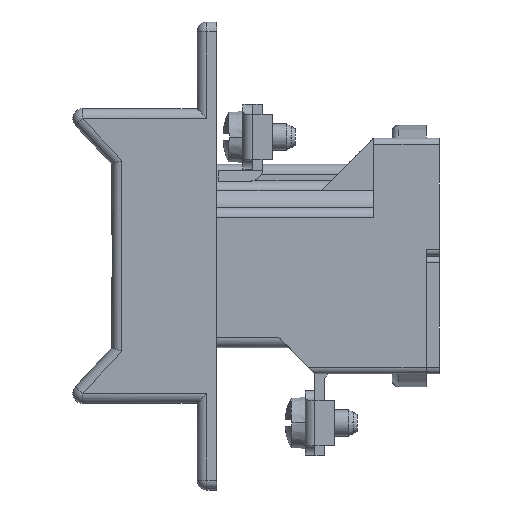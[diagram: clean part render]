
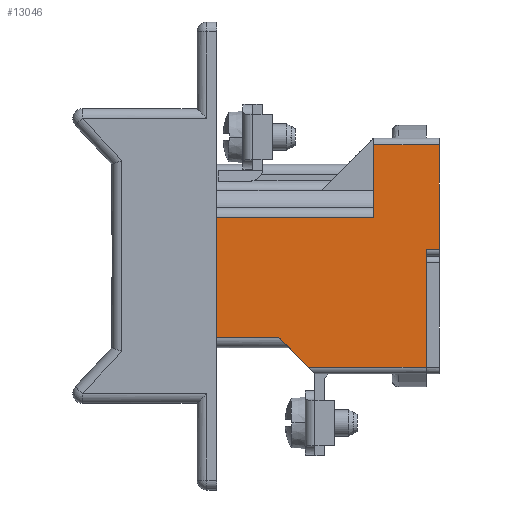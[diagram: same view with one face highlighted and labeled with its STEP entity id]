
A CAD part, left-side view. The second image highlights one B-rep face of the part: STEP entity #13046.
In plain terms, the highlighted planar face has unit normal (-1, 0, 0).
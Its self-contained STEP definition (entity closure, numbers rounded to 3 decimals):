
#10020=CARTESIAN_POINT('',(-40.4,20.,-17.));
#10022=DIRECTION('',(0.,-1.,0.));
#10023=VECTOR('',#10022,18.);
#10024=CARTESIAN_POINT('',(-40.4,20.,-17.));
#10025=LINE('',#10024,#10023);
#10034=DIRECTION('',(0.,-1.,0.));
#10035=VECTOR('',#10034,9.5);
#10036=CARTESIAN_POINT('',(-40.4,34.,-12.5));
#10037=LINE('',#10036,#10035);
#10038=CARTESIAN_POINT('',(-40.4,24.5,-12.5));
#10047=DIRECTION('',(0.,0.707,0.707));
#10048=VECTOR('',#10047,6.364);
#10049=CARTESIAN_POINT('',(-40.4,20.,-17.));
#10050=LINE('',#10049,#10048);
#10051=DIRECTION('',(0.,0.,1.));
#10052=VECTOR('',#10051,18.36);
#10053=CARTESIAN_POINT('',(-40.4,34.,-12.5));
#10054=LINE('',#10053,#10052);
#10059=DIRECTION('',(0.,-1.,0.));
#10060=VECTOR('',#10059,2.);
#10061=CARTESIAN_POINT('',(-40.4,2.,1.));
#10062=LINE('',#10061,#10060);
#10082=DIRECTION('',(0.,0.,1.));
#10083=VECTOR('',#10082,16.);
#10084=CARTESIAN_POINT('',(-40.4,0.,1.));
#10085=LINE('',#10084,#10083);
#10146=DIRECTION('',(0.,0.,1.));
#10147=VECTOR('',#10146,18.);
#10148=CARTESIAN_POINT('',(-40.4,2.,-17.));
#10149=LINE('',#10148,#10147);
#10787=DIRECTION('',(0.,0.,-1.));
#10788=VECTOR('',#10787,11.14);
#10789=CARTESIAN_POINT('',(-40.4,10.,17.));
#10790=LINE('',#10789,#10788);
#10820=DIRECTION('',(0.,1.,0.));
#10821=VECTOR('',#10820,24.);
#10822=CARTESIAN_POINT('',(-40.4,10.,5.86));
#10823=LINE('',#10822,#10821);
#10832=DIRECTION('',(0.,1.,0.));
#10833=VECTOR('',#10832,10.);
#10834=CARTESIAN_POINT('',(-40.4,0.,17.));
#10835=LINE('',#10834,#10833);
#11432=CARTESIAN_POINT('',(-40.4,2.,-17.));
#11433=VERTEX_POINT('',#11432);
#11434=CARTESIAN_POINT('',(-40.4,2.,1.));
#11435=VERTEX_POINT('',#11434);
#11581=CARTESIAN_POINT('',(-40.4,34.,5.86));
#11582=VERTEX_POINT('',#11581);
#11583=CARTESIAN_POINT('',(-40.4,34.,-12.5));
#11584=VERTEX_POINT('',#11583);
#11779=VERTEX_POINT('',#10020);
#11784=VERTEX_POINT('',#10038);
#11788=CARTESIAN_POINT('',(-40.4,0.,1.));
#11789=VERTEX_POINT('',#11788);
#11790=CARTESIAN_POINT('',(-40.4,10.,5.86));
#11791=VERTEX_POINT('',#11790);
#11792=CARTESIAN_POINT('',(-40.4,10.,17.));
#11793=VERTEX_POINT('',#11792);
#11794=CARTESIAN_POINT('',(-40.4,0.,17.));
#11795=VERTEX_POINT('',#11794);
#13023=CARTESIAN_POINT('',(-40.4,0.,-18.));
#13024=DIRECTION('',(-1.,0.,0.));
#13025=DIRECTION('',(0.,0.,1.));
#13026=AXIS2_PLACEMENT_3D('',#13023,#13024,#13025);
#13027=PLANE('',#13026);
#13029=ORIENTED_EDGE('',*,*,#13028,.F.);
#13031=ORIENTED_EDGE('',*,*,#13030,.F.);
#13032=ORIENTED_EDGE('',*,*,#12939,.F.);
#13033=ORIENTED_EDGE('',*,*,#12962,.T.);
#13034=ORIENTED_EDGE('',*,*,#13010,.F.);
#13035=ORIENTED_EDGE('',*,*,#12456,.T.);
#13037=ORIENTED_EDGE('',*,*,#13036,.F.);
#13039=ORIENTED_EDGE('',*,*,#13038,.F.);
#13041=ORIENTED_EDGE('',*,*,#13040,.F.);
#13043=ORIENTED_EDGE('',*,*,#13042,.F.);
#13044=EDGE_LOOP('',(#13029,#13031,#13032,#13033,#13034,#13035,#13037,#13039,
#13041,#13043));
#13045=FACE_OUTER_BOUND('',#13044,.F.);
#12456=EDGE_CURVE('',#11584,#11582,#10054,.T.);
#12939=EDGE_CURVE('',#11779,#11433,#10025,.T.);
#12962=EDGE_CURVE('',#11779,#11784,#10050,.T.);
#13010=EDGE_CURVE('',#11584,#11784,#10037,.T.);
#13028=EDGE_CURVE('',#11435,#11789,#10062,.T.);
#13030=EDGE_CURVE('',#11433,#11435,#10149,.T.);
#13036=EDGE_CURVE('',#11791,#11582,#10823,.T.);
#13038=EDGE_CURVE('',#11793,#11791,#10790,.T.);
#13040=EDGE_CURVE('',#11795,#11793,#10835,.T.);
#13042=EDGE_CURVE('',#11789,#11795,#10085,.T.);
#13046=ADVANCED_FACE('',(#13045),#13027,.T.);
